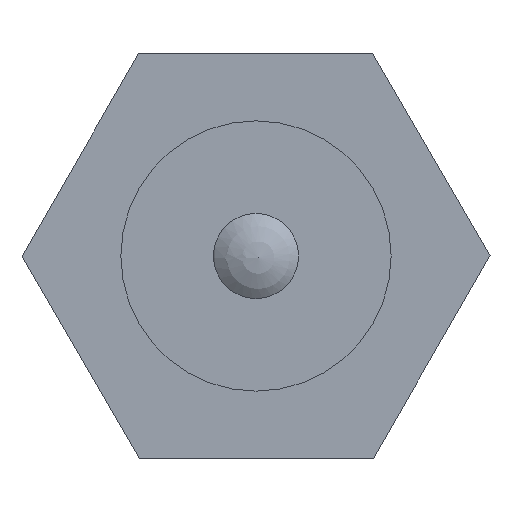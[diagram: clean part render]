
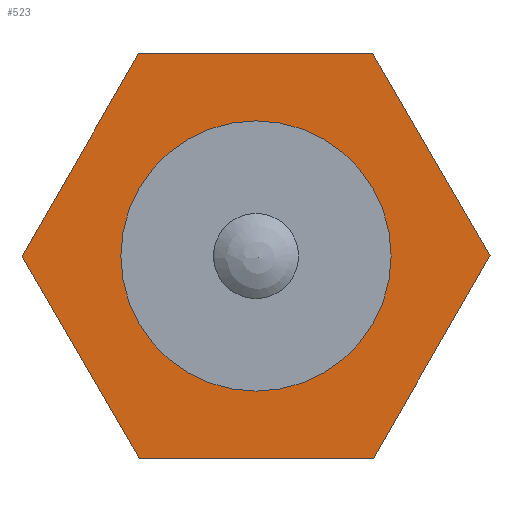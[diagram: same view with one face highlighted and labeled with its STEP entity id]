
A CAD part, front view. The second image highlights one B-rep face of the part: STEP entity #523.
In plain terms, the highlighted planar face has unit normal (0, -1, 0).
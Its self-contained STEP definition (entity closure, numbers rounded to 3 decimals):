
#40=LINE('',#890,#78);
#41=LINE('',#893,#79);
#42=LINE('',#895,#80);
#43=LINE('',#897,#81);
#44=LINE('',#899,#82);
#45=LINE('',#901,#83);
#78=VECTOR('',#742,1000.);
#79=VECTOR('',#743,1000.);
#80=VECTOR('',#744,1000.);
#81=VECTOR('',#745,1000.);
#82=VECTOR('',#746,1000.);
#83=VECTOR('',#747,1000.);
#197=ORIENTED_EDGE('',*,*,#282,.F.);
#198=ORIENTED_EDGE('',*,*,#283,.F.);
#199=ORIENTED_EDGE('',*,*,#284,.F.);
#200=ORIENTED_EDGE('',*,*,#285,.F.);
#201=ORIENTED_EDGE('',*,*,#286,.F.);
#202=ORIENTED_EDGE('',*,*,#287,.F.);
#203=ORIENTED_EDGE('',*,*,#288,.F.);
#282=EDGE_CURVE('',#334,#335,#40,.T.);
#283=EDGE_CURVE('',#336,#334,#41,.T.);
#284=EDGE_CURVE('',#337,#336,#42,.T.);
#285=EDGE_CURVE('',#338,#337,#43,.T.);
#286=EDGE_CURVE('',#339,#338,#44,.T.);
#287=EDGE_CURVE('',#335,#339,#45,.T.);
#288=EDGE_CURVE('',#340,#340,#367,.F.);
#334=VERTEX_POINT('',#891);
#335=VERTEX_POINT('',#892);
#336=VERTEX_POINT('',#894);
#337=VERTEX_POINT('',#896);
#338=VERTEX_POINT('',#898);
#339=VERTEX_POINT('',#900);
#340=VERTEX_POINT('',#903);
#367=CIRCLE('',#623,3.175);
#403=EDGE_LOOP('',(#197,#198,#199,#200,#201,#202));
#404=EDGE_LOOP('',(#203));
#456=FACE_BOUND('',#403,.T.);
#457=FACE_BOUND('',#404,.T.);
#492=PLANE('',#622);
#523=ADVANCED_FACE('',(#456,#457),#492,.F.);
#622=AXIS2_PLACEMENT_3D('',#889,#740,#741);
#623=AXIS2_PLACEMENT_3D('',#902,#748,#749);
#740=DIRECTION('',(0.,1.,0.));
#741=DIRECTION('',(0.,0.,1.));
#742=DIRECTION('',(1.,0.,0.002));
#743=DIRECTION('',(0.498,0.,0.867));
#744=DIRECTION('',(-0.502,0.,0.865));
#745=DIRECTION('',(-1.,0.,-0.002));
#746=DIRECTION('',(-0.498,0.,-0.867));
#747=DIRECTION('',(0.502,0.,-0.865));
#748=DIRECTION('',(0.,1.,0.));
#749=DIRECTION('',(0.,0.,1.));
#889=CARTESIAN_POINT('',(2.738,0.,4.769));
#890=CARTESIAN_POINT('',(-2.761,0.,4.756));
#891=CARTESIAN_POINT('',(-2.761,0.,4.756));
#892=CARTESIAN_POINT('',(2.738,0.,4.769));
#893=CARTESIAN_POINT('',(-5.499,0.,-0.014));
#894=CARTESIAN_POINT('',(-5.499,0.,-0.014));
#895=CARTESIAN_POINT('',(-2.738,0.,-4.769));
#896=CARTESIAN_POINT('',(-2.738,0.,-4.769));
#897=CARTESIAN_POINT('',(2.761,0.,-4.756));
#898=CARTESIAN_POINT('',(2.761,0.,-4.756));
#899=CARTESIAN_POINT('',(5.499,0.,0.014));
#900=CARTESIAN_POINT('',(5.499,0.,0.014));
#901=CARTESIAN_POINT('',(2.738,0.,4.769));
#902=CARTESIAN_POINT('',(0.,0.,0.));
#903=CARTESIAN_POINT('',(0.,0.,3.175));
